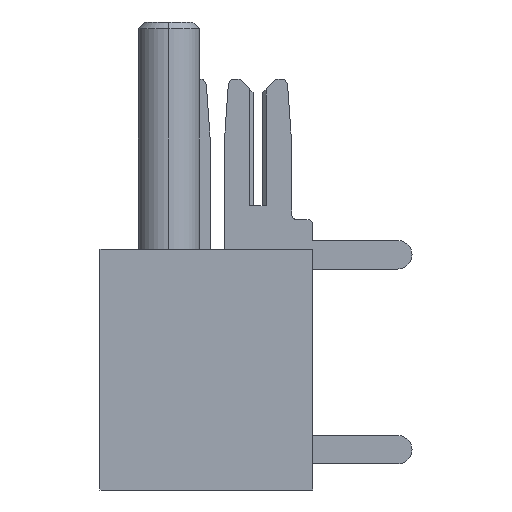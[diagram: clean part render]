
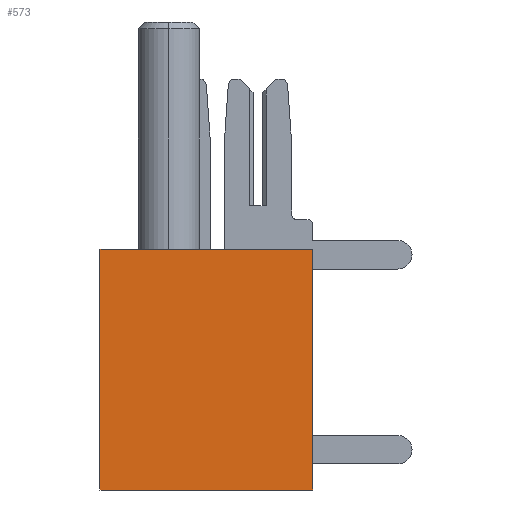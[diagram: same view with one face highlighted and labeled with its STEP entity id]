
A CAD part, left-side view. The second image highlights one B-rep face of the part: STEP entity #573.
In plain terms, the highlighted planar face has unit normal (-1, 0, 0).
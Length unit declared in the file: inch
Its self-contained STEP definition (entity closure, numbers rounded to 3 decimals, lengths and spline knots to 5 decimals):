
#573 = ADVANCED_FACE ( 'NONE', ( #3732 ), #6880, .T. ) ;
#704 = CARTESIAN_POINT ( 'NONE',  ( 0., 0., -0.37 ) ) ;
#708 = DIRECTION ( 'NONE',  ( 0., -1., 0. ) ) ;
#971 = DIRECTION ( 'NONE',  ( 0., -1., 0. ) ) ;
#1345 = VECTOR ( 'NONE', #971, 39.37008 ) ;
#1430 = CARTESIAN_POINT ( 'NONE',  ( 0., 0., -0.37 ) ) ;
#1443 = VERTEX_POINT ( 'NONE', #704 ) ;
#1620 = CARTESIAN_POINT ( 'NONE',  ( 0., 0., -0.37 ) ) ;
#2189 = CARTESIAN_POINT ( 'NONE',  ( 0., 0.327, 0. ) ) ;
#2390 = ORIENTED_EDGE ( 'NONE', *, *, #9101, .T. ) ;
#2833 = LINE ( 'NONE', #8162, #1345 ) ;
#3140 = DIRECTION ( 'NONE',  ( -1., 0., 0. ) ) ;
#3444 = CARTESIAN_POINT ( 'NONE',  ( 0., 0., 0. ) ) ;
#3616 = VERTEX_POINT ( 'NONE', #3987 ) ;
#3732 = FACE_OUTER_BOUND ( 'NONE', #7227, .T. ) ;
#3987 = CARTESIAN_POINT ( 'NONE',  ( 0., 0.327, -0.37 ) ) ;
#4004 = EDGE_CURVE ( 'NONE', #3616, #5464, #4628, .T. ) ;
#4037 = VECTOR ( 'NONE', #708, 39.37008 ) ;
#4179 = CARTESIAN_POINT ( 'NONE',  ( 0., 0.327, -0.37 ) ) ;
#4628 = LINE ( 'NONE', #4179, #8833 ) ;
#4631 = EDGE_CURVE ( 'NONE', #3616, #1443, #7686, .T. ) ;
#4928 = DIRECTION ( 'NONE',  ( 0., 0., 1. ) ) ;
#5024 = ORIENTED_EDGE ( 'NONE', *, *, #4004, .F. ) ;
#5297 = VECTOR ( 'NONE', #8867, 39.37008 ) ;
#5429 = CARTESIAN_POINT ( 'NONE',  ( 0., 0., -0.37 ) ) ;
#5464 = VERTEX_POINT ( 'NONE', #2189 ) ;
#6214 = ORIENTED_EDGE ( 'NONE', *, *, #7796, .F. ) ;
#6698 = ORIENTED_EDGE ( 'NONE', *, *, #4631, .T. ) ;
#6880 = PLANE ( 'NONE',  #8908 ) ;
#7227 = EDGE_LOOP ( 'NONE', ( #6214, #5024, #6698, #2390 ) ) ;
#7596 = DIRECTION ( 'NONE',  ( 0., 0., 1. ) ) ;
#7686 = LINE ( 'NONE', #1430, #4037 ) ;
#7796 = EDGE_CURVE ( 'NONE', #5464, #8143, #2833, .T. ) ;
#8143 = VERTEX_POINT ( 'NONE', #3444 ) ;
#8162 = CARTESIAN_POINT ( 'NONE',  ( 0., 0., 0. ) ) ;
#8710 = LINE ( 'NONE', #1620, #5297 ) ;
#8833 = VECTOR ( 'NONE', #4928, 39.37008 ) ;
#8867 = DIRECTION ( 'NONE',  ( 0., 0., 1. ) ) ;
#8908 = AXIS2_PLACEMENT_3D ( 'NONE', #5429, #3140, #7596 ) ;
#9101 = EDGE_CURVE ( 'NONE', #1443, #8143, #8710, .T. ) ;
